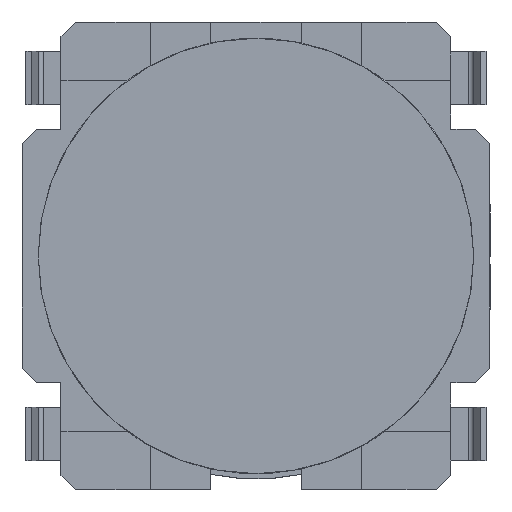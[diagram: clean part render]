
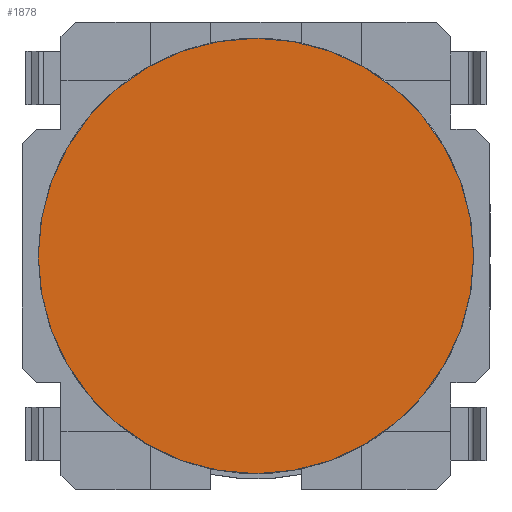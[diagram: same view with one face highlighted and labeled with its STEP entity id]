
A CAD part, top view. The second image highlights one B-rep face of the part: STEP entity #1878.
In plain terms, the highlighted planar face has unit normal (0, 0, 1).
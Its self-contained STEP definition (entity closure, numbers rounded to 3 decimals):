
#92 = CIRCLE ( 'NONE', #2937, 2.233 ) ;
#1878 = ADVANCED_FACE ( 'NONE', ( #8079 ), #6802, .T. ) ;
#1941 = AXIS2_PLACEMENT_3D ( 'NONE', #13356, #2682, #17567 ) ;
#2682 = DIRECTION ( 'NONE',  ( 0., 0., 1. ) ) ;
#2853 = VERTEX_POINT ( 'NONE', #16298 ) ;
#2937 = AXIS2_PLACEMENT_3D ( 'NONE', #5103, #10591, #13095 ) ;
#3517 = EDGE_CURVE ( 'NONE', #4667, #2853, #92, .T. ) ;
#4582 = ORIENTED_EDGE ( 'NONE', *, *, #12196, .T. ) ;
#4667 = VERTEX_POINT ( 'NONE', #13937 ) ;
#5103 = CARTESIAN_POINT ( 'NONE',  ( 0., 0., 0.56 ) ) ;
#6802 = PLANE ( 'NONE',  #10847 ) ;
#7068 = CARTESIAN_POINT ( 'NONE',  ( 0., 0., 0.56 ) ) ;
#8079 = FACE_OUTER_BOUND ( 'NONE', #14543, .T. ) ;
#10591 = DIRECTION ( 'NONE',  ( 0., 0., 1. ) ) ;
#10847 = AXIS2_PLACEMENT_3D ( 'NONE', #7068, #16835, #15385 ) ;
#11969 = CIRCLE ( 'NONE', #1941, 2.233 ) ;
#12196 = EDGE_CURVE ( 'NONE', #2853, #4667, #11969, .T. ) ;
#13095 = DIRECTION ( 'NONE',  ( 1., 0., 0. ) ) ;
#13356 = CARTESIAN_POINT ( 'NONE',  ( 0., 0., 0.56 ) ) ;
#13937 = CARTESIAN_POINT ( 'NONE',  ( -2.233, 0., 0.56 ) ) ;
#14543 = EDGE_LOOP ( 'NONE', ( #15948, #4582 ) ) ;
#15385 = DIRECTION ( 'NONE',  ( 1., 0., 0. ) ) ;
#15948 = ORIENTED_EDGE ( 'NONE', *, *, #3517, .T. ) ;
#16298 = CARTESIAN_POINT ( 'NONE',  ( 2.233, 0., 0.56 ) ) ;
#16835 = DIRECTION ( 'NONE',  ( 0., 0., 1. ) ) ;
#17567 = DIRECTION ( 'NONE',  ( 1., 0., 0. ) ) ;
